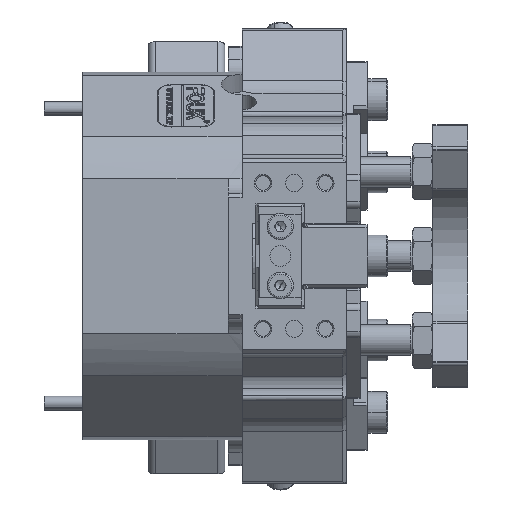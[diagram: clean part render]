
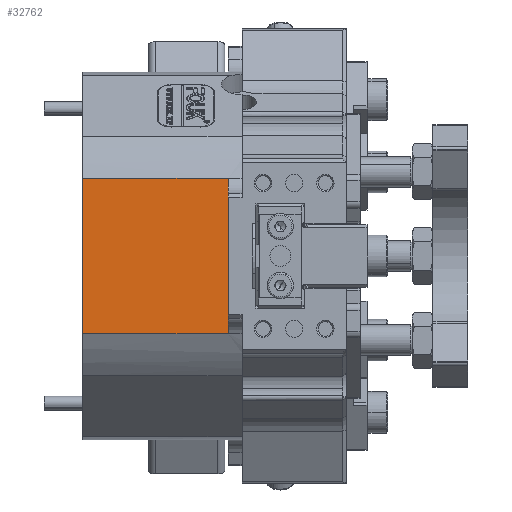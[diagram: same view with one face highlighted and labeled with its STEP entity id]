
A CAD part, left-side view. The second image highlights one B-rep face of the part: STEP entity #32762.
In plain terms, the highlighted planar face has unit normal (-1, 0, 0).
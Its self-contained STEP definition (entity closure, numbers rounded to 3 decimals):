
#1637 = CARTESIAN_POINT ( 'NONE',  ( 46.894, -33.894, 53.236 ) ) ;
#1751 = EDGE_CURVE ( 'NONE', #42928, #4537, #35809, .T. ) ;
#2113 = ORIENTED_EDGE ( 'NONE', *, *, #1751, .F. ) ;
#2268 = ORIENTED_EDGE ( 'NONE', *, *, #16684, .F. ) ;
#2596 = VERTEX_POINT ( 'NONE', #1637 ) ;
#2660 = CARTESIAN_POINT ( 'NONE',  ( 46.894, -35.394, 29.526 ) ) ;
#2831 = VECTOR ( 'NONE', #42595, 1000. ) ;
#2986 = DIRECTION ( 'NONE',  ( 0., -1., 0. ) ) ;
#3484 = CARTESIAN_POINT ( 'NONE',  ( 46.894, -12.894, 30.764 ) ) ;
#3498 = LINE ( 'NONE', #36001, #35860 ) ;
#3506 = CARTESIAN_POINT ( 'NONE',  ( 46.894, -33.894, 30.764 ) ) ;
#3734 = EDGE_CURVE ( 'NONE', #12125, #2596, #36837, .T. ) ;
#4537 = VERTEX_POINT ( 'NONE', #3484 ) ;
#6782 = DIRECTION ( 'NONE',  ( 0., 0., -1. ) ) ;
#9209 = VECTOR ( 'NONE', #40027, 1000. ) ;
#12125 = VERTEX_POINT ( 'NONE', #22716 ) ;
#14099 = DIRECTION ( 'NONE',  ( -1., 0., 0. ) ) ;
#14946 = LINE ( 'NONE', #42117, #2831 ) ;
#16437 = AXIS2_PLACEMENT_3D ( 'NONE', #2660, #14099, #2986 ) ;
#16684 = EDGE_CURVE ( 'NONE', #2596, #42928, #3498, .T. ) ;
#20565 = EDGE_LOOP ( 'NONE', ( #2268, #28208, #30964, #2113 ) ) ;
#22716 = CARTESIAN_POINT ( 'NONE',  ( 46.894, -12.894, 53.236 ) ) ;
#27015 = VECTOR ( 'NONE', #42322, 1000. ) ;
#27997 = EDGE_CURVE ( 'NONE', #4537, #12125, #14946, .T. ) ;
#28208 = ORIENTED_EDGE ( 'NONE', *, *, #3734, .F. ) ;
#30964 = ORIENTED_EDGE ( 'NONE', *, *, #27997, .F. ) ;
#32680 = CARTESIAN_POINT ( 'NONE',  ( 46.894, -33.894, 30.764 ) ) ;
#32762 = ADVANCED_FACE ( 'NONE', ( #38916 ), #35590, .T. ) ;
#35590 = PLANE ( 'NONE',  #16437 ) ;
#35809 = LINE ( 'NONE', #3506, #9209 ) ;
#35860 = VECTOR ( 'NONE', #6782, 1000. ) ;
#36001 = CARTESIAN_POINT ( 'NONE',  ( 46.894, -33.894, 0. ) ) ;
#36837 = LINE ( 'NONE', #41992, #27015 ) ;
#38916 = FACE_OUTER_BOUND ( 'NONE', #20565, .T. ) ;
#40027 = DIRECTION ( 'NONE',  ( 0., 1., 0. ) ) ;
#41992 = CARTESIAN_POINT ( 'NONE',  ( 46.894, -35.894, 53.236 ) ) ;
#42117 = CARTESIAN_POINT ( 'NONE',  ( 46.894, -12.894, 42. ) ) ;
#42322 = DIRECTION ( 'NONE',  ( 0., -1., 0. ) ) ;
#42595 = DIRECTION ( 'NONE',  ( 0., 0., 1. ) ) ;
#42928 = VERTEX_POINT ( 'NONE', #32680 ) ;
